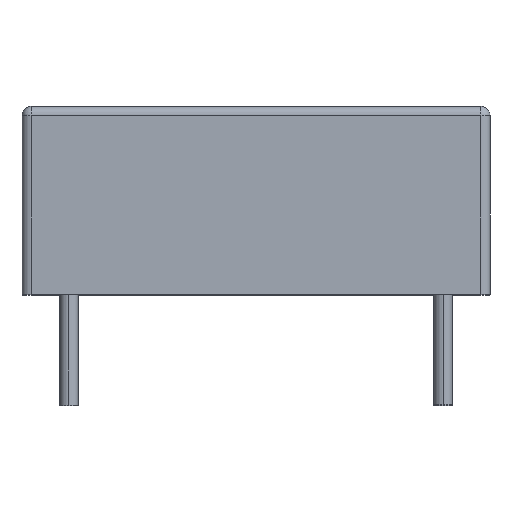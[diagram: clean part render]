
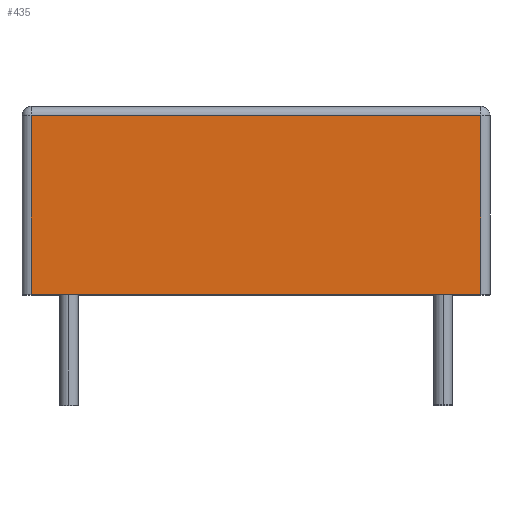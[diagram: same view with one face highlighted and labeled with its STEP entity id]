
A CAD part, top view. The second image highlights one B-rep face of the part: STEP entity #435.
In plain terms, the highlighted planar face has unit normal (0, 0, 1).
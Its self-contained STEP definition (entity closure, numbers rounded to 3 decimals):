
#126 = PLANE ( 'NONE',  #2998 ) ;
#133 = DIRECTION ( 'NONE',  ( 1., 0., 0. ) ) ;
#185 = EDGE_CURVE ( 'NONE', #4784, #480, #1929, .T. ) ;
#314 = LINE ( 'NONE', #5525, #3620 ) ;
#435 = ADVANCED_FACE ( 'NONE', ( #5741 ), #126, .T. ) ;
#480 = VERTEX_POINT ( 'NONE', #4950 ) ;
#517 = DIRECTION ( 'NONE',  ( 0., 0., 1. ) ) ;
#613 = CARTESIAN_POINT ( 'NONE',  ( -12.2, 0.2, 12.7 ) ) ;
#950 = LINE ( 'NONE', #1075, #3911 ) ;
#1075 = CARTESIAN_POINT ( 'NONE',  ( -12.7, 0.2, 12.7 ) ) ;
#1540 = VECTOR ( 'NONE', #2427, 1000. ) ;
#1554 = CARTESIAN_POINT ( 'NONE',  ( -12.7, 0.2, 12.7 ) ) ;
#1857 = VECTOR ( 'NONE', #5474, 1000. ) ;
#1929 = LINE ( 'NONE', #613, #1540 ) ;
#1955 = DIRECTION ( 'NONE',  ( 1., 0., 0. ) ) ;
#2249 = CARTESIAN_POINT ( 'NONE',  ( -12.7, 9.9, 12.7 ) ) ;
#2427 = DIRECTION ( 'NONE',  ( 0., -1., 0. ) ) ;
#2769 = DIRECTION ( 'NONE',  ( 0., 1., 0. ) ) ;
#2998 = AXIS2_PLACEMENT_3D ( 'NONE', #1554, #517, #1955 ) ;
#3417 = ORIENTED_EDGE ( 'NONE', *, *, #185, .T. ) ;
#3563 = LINE ( 'NONE', #2249, #1857 ) ;
#3571 = ORIENTED_EDGE ( 'NONE', *, *, #4781, .T. ) ;
#3620 = VECTOR ( 'NONE', #2769, 1000. ) ;
#3825 = CARTESIAN_POINT ( 'NONE',  ( 12.2, 0.2, 12.7 ) ) ;
#3911 = VECTOR ( 'NONE', #133, 1000. ) ;
#4262 = ORIENTED_EDGE ( 'NONE', *, *, #4363, .T. ) ;
#4363 = EDGE_CURVE ( 'NONE', #4420, #5322, #314, .T. ) ;
#4420 = VERTEX_POINT ( 'NONE', #3825 ) ;
#4691 = CARTESIAN_POINT ( 'NONE',  ( -12.2, 9.9, 12.7 ) ) ;
#4767 = ORIENTED_EDGE ( 'NONE', *, *, #5894, .T. ) ;
#4781 = EDGE_CURVE ( 'NONE', #480, #4420, #950, .T. ) ;
#4784 = VERTEX_POINT ( 'NONE', #4691 ) ;
#4950 = CARTESIAN_POINT ( 'NONE',  ( -12.2, 0.2, 12.7 ) ) ;
#4966 = EDGE_LOOP ( 'NONE', ( #4767, #3417, #3571, #4262 ) ) ;
#5322 = VERTEX_POINT ( 'NONE', #5466 ) ;
#5466 = CARTESIAN_POINT ( 'NONE',  ( 12.2, 9.9, 12.7 ) ) ;
#5474 = DIRECTION ( 'NONE',  ( -1., 0., 0. ) ) ;
#5525 = CARTESIAN_POINT ( 'NONE',  ( 12.2, 0.2, 12.7 ) ) ;
#5741 = FACE_OUTER_BOUND ( 'NONE', #4966, .T. ) ;
#5894 = EDGE_CURVE ( 'NONE', #5322, #4784, #3563, .T. ) ;
